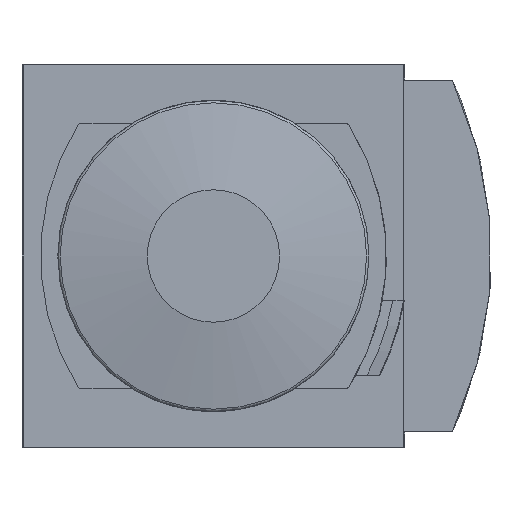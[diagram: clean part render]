
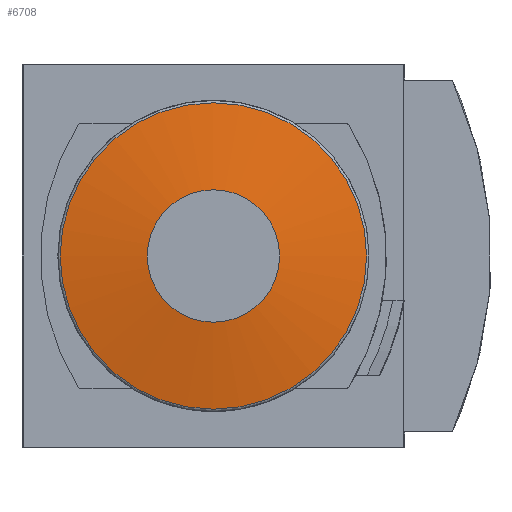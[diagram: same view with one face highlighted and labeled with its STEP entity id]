
A CAD part, front view. The second image highlights one B-rep face of the part: STEP entity #6708.
In plain terms, the highlighted spherical face has radius 108.76 mm.
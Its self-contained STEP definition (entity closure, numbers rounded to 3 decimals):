
#24=SPHERICAL_SURFACE('',#7095,108.76);
#1438=CIRCLE('',#7096,24.814);
#1439=CIRCLE('',#7097,10.724);
#2670=ORIENTED_EDGE('',*,*,#3525,.T.);
#2671=ORIENTED_EDGE('',*,*,#3526,.F.);
#3525=EDGE_CURVE('',#4027,#4027,#1438,.T.);
#3526=EDGE_CURVE('',#4028,#4028,#1439,.T.);
#4027=VERTEX_POINT('',#9897);
#4028=VERTEX_POINT('',#9899);
#4302=EDGE_LOOP('',(#2670));
#4303=EDGE_LOOP('',(#2671));
#4588=FACE_BOUND('',#4302,.T.);
#4589=FACE_BOUND('',#4303,.T.);
#6708=ADVANCED_FACE('',(#4588,#4589),#24,.T.);
#7095=AXIS2_PLACEMENT_3D('',#9895,#8359,#8360);
#7096=AXIS2_PLACEMENT_3D('',#9896,#8361,#8362);
#7097=AXIS2_PLACEMENT_3D('',#9898,#8363,#8364);
#8359=DIRECTION('',(0.,-1.,0.));
#8360=DIRECTION('',(1.,0.,0.));
#8361=DIRECTION('',(0.,-1.,0.));
#8362=DIRECTION('',(0.,0.,-1.));
#8363=DIRECTION('',(0.,-1.,0.));
#8364=DIRECTION('',(0.,0.,-1.));
#9895=CARTESIAN_POINT('',(0.,-167.77,0.));
#9896=CARTESIAN_POINT('',(0.,-273.661,0.));
#9897=CARTESIAN_POINT('',(0.,-273.661,-24.814));
#9898=CARTESIAN_POINT('',(0.,-276.,0.));
#9899=CARTESIAN_POINT('',(0.,-276.,-10.724));
